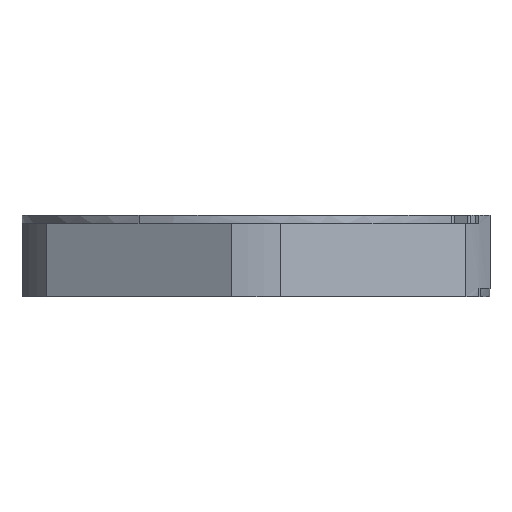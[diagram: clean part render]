
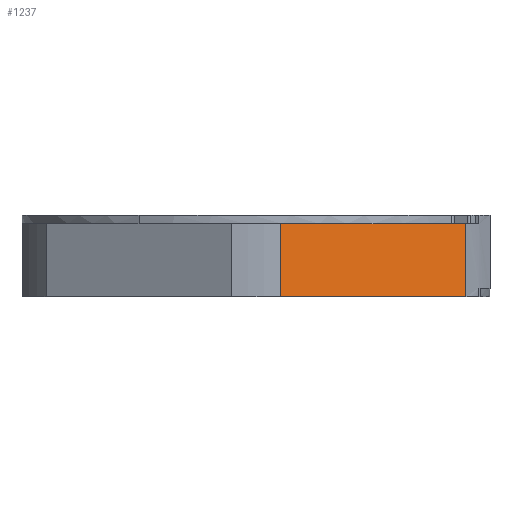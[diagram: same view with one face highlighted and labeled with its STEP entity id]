
A CAD part, front view. The second image highlights one B-rep face of the part: STEP entity #1237.
In plain terms, the highlighted planar face has unit normal (0.5, -0.866, 0).
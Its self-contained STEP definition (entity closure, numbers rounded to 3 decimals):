
#1209=AXIS2_PLACEMENT_3D('Plane Axis2P3D',#1206,#1207,#1208) ;
#191=CARTESIAN_POINT('Vertex',(37.937,9.262,0.)) ;
#194=CARTESIAN_POINT('Line Origine',(30.,4.679,0.)) ;
#198=CARTESIAN_POINT('Vertex',(22.063,0.097,0.)) ;
#1161=CARTESIAN_POINT('Vertex',(37.937,9.262,6.25)) ;
#1164=CARTESIAN_POINT('Line Origine',(37.937,9.262,0.)) ;
#1206=CARTESIAN_POINT('Axis2P3D Location',(37.937,9.262,0.)) ;
#1211=CARTESIAN_POINT('Line Origine',(26.031,2.388,6.25)) ;
#1215=CARTESIAN_POINT('Vertex',(22.063,0.097,6.25)) ;
#1217=CARTESIAN_POINT('Vertex',(30.,4.679,6.25)) ;
#1220=CARTESIAN_POINT('Line Origine',(22.063,0.097,3.125)) ;
#1225=CARTESIAN_POINT('Line Origine',(33.969,6.971,6.25)) ;
#195=DIRECTION('Vector Direction',(-0.866,-0.5,0.)) ;
#1165=DIRECTION('Vector Direction',(0.,0.,1.)) ;
#1207=DIRECTION('Axis2P3D Direction',(-0.5,0.866,0.)) ;
#1208=DIRECTION('Axis2P3D XDirection',(-0.866,-0.5,0.)) ;
#1212=DIRECTION('Vector Direction',(0.866,0.5,0.)) ;
#1221=DIRECTION('Vector Direction',(0.,0.,1.)) ;
#1226=DIRECTION('Vector Direction',(0.866,0.5,0.)) ;
#196=VECTOR('Line Direction',#195,1.) ;
#1166=VECTOR('Line Direction',#1165,1.) ;
#1213=VECTOR('Line Direction',#1212,1.) ;
#1222=VECTOR('Line Direction',#1221,1.) ;
#1227=VECTOR('Line Direction',#1226,1.) ;
#1231=ORIENTED_EDGE('',*,*,#1219,.F.) ;
#1232=ORIENTED_EDGE('',*,*,#1224,.F.) ;
#1233=ORIENTED_EDGE('',*,*,#200,.F.) ;
#1234=ORIENTED_EDGE('',*,*,#1168,.F.) ;
#1235=ORIENTED_EDGE('',*,*,#1229,.F.) ;
#1237=ADVANCED_FACE('Importiert1',(#1236),#1210,.F.) ;
#200=EDGE_CURVE('',#192,#199,#197,.T.) ;
#1168=EDGE_CURVE('',#1162,#192,#1167,.F.) ;
#1219=EDGE_CURVE('',#1216,#1218,#1214,.T.) ;
#1224=EDGE_CURVE('',#199,#1216,#1223,.T.) ;
#1229=EDGE_CURVE('',#1218,#1162,#1228,.T.) ;
#1230=EDGE_LOOP('',(#1231,#1232,#1233,#1234,#1235)) ;
#1236=FACE_OUTER_BOUND('',#1230,.T.) ;
#197=LINE('Line',#194,#196) ;
#1167=LINE('Line',#1164,#1166) ;
#1214=LINE('Line',#1211,#1213) ;
#1223=LINE('Line',#1220,#1222) ;
#1228=LINE('Line',#1225,#1227) ;
#1210=PLANE('',#1209) ;
#192=VERTEX_POINT('',#191) ;
#199=VERTEX_POINT('',#198) ;
#1162=VERTEX_POINT('',#1161) ;
#1216=VERTEX_POINT('',#1215) ;
#1218=VERTEX_POINT('',#1217) ;
